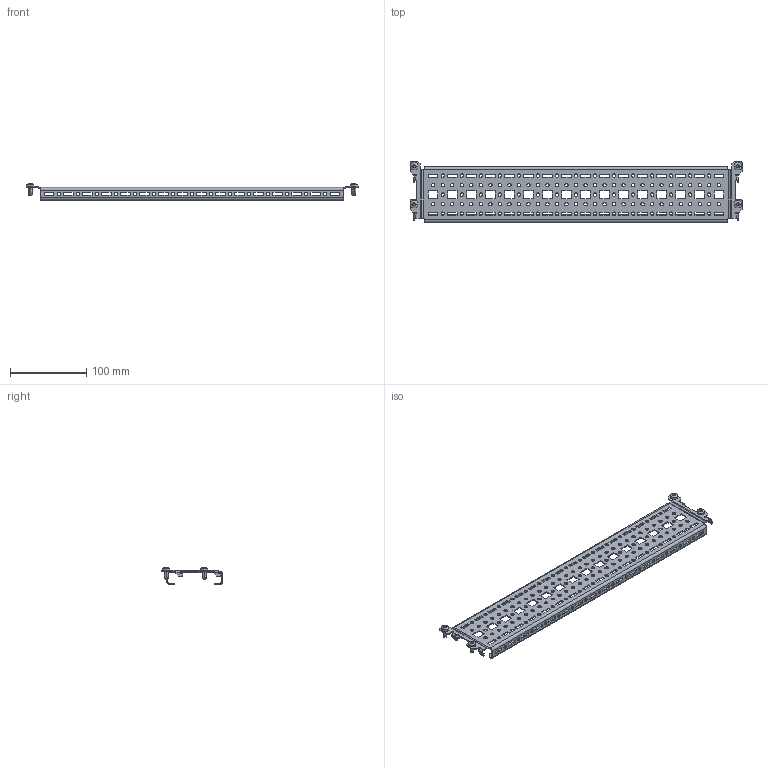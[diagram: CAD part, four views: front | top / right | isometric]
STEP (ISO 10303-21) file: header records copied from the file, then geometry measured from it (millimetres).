
FILE_DESCRIPTION (( 'STEP AP203' ), '1' );
FILE_NAME ('UR255400702 Ïëàíêà ìîíòàæíàÿ ÍÌ 17õ73 LC2_RS52 00.50 (000.801.077-01).STEP', '2022-04-20T05:57:25', ( '' ), ( '' ), 'SwSTEP 2.0', 'SolidWorks 2017', '' );
FILE_SCHEMA (( 'CONFIG_CONTROL_DESIGN' ));
Length unit declared in the file: millimetre
Products named in the file (3): Âèíò DIN 7500 C TORX_Œ5å12; UR255400702 Ïëàíêà ìîíòàæíàÿ ÍÌ 17õ73 LC2_RS52 00.50 (000.801.077-01); 025-160 砑鳧罻 迒_01 (00.50)
Assembly tree (5 placements, depth 2):
  UR255400702 Ïëàíêà ìîíòàæíàÿ ÍÌ 17õ73 LC2_RS52 00.50 (000.801.077-01)
    025-160 砑鳧罻 迒_01 (00.50)
    Âèíò DIN 7500 C TORX_Œ5å12  x4
Bounding box: 436 x 80 x 22.09 mm (x, y, z)
Volume: 59143.1 mm3; surface area: 92381.5 mm2
Topology: 5 solids, 5 shells, 936 faces, 2662 edges, 1740 vertices
Faces by surface type: plane 516, cylinder 396, cone 16, sphere 8
Entity records: 27883 total; most frequent: CARTESIAN_POINT 4787, ORIENTED_EDGE 4652, DIRECTION 4637, EDGE_CURVE 2326, VECTOR 1609, LINE 1609, VERTEX_POINT 1518, AXIS2_PLACEMENT_3D 1514
